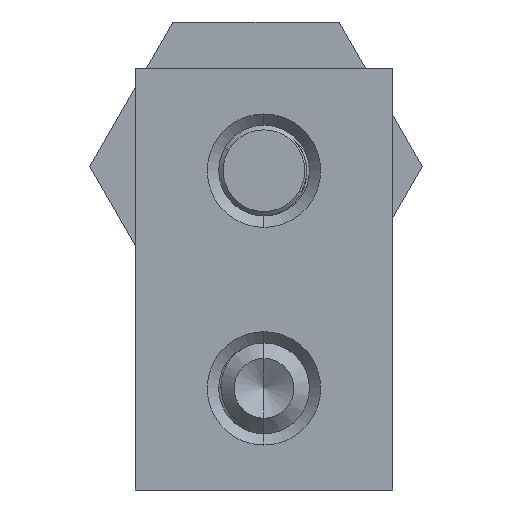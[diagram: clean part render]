
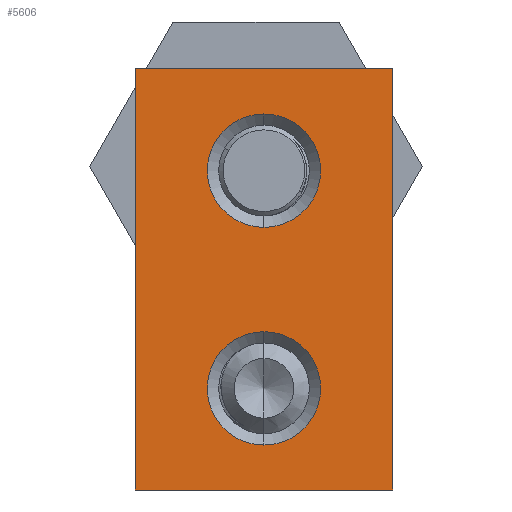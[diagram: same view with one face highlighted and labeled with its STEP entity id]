
A CAD part, front view. The second image highlights one B-rep face of the part: STEP entity #5606.
In plain terms, the highlighted planar face has unit normal (0, -1, 0).
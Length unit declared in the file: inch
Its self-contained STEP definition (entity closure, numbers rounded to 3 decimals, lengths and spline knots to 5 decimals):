
#10 = CARTESIAN_POINT ( 'NONE',  ( -0.2795, 0., 0.45669 ) ) ;
#349 = ORIENTED_EDGE ( 'NONE', *, *, #1933, .T. ) ;
#521 = DIRECTION ( 'NONE',  ( 0., 1., 0. ) ) ;
#627 = AXIS2_PLACEMENT_3D ( 'NONE', #772, #5586, #1472 ) ;
#772 = CARTESIAN_POINT ( 'NONE',  ( 0., 0., 0.236 ) ) ;
#963 = VERTEX_POINT ( 'NONE', #5712 ) ;
#1132 = DIRECTION ( 'NONE',  ( 0., 0., -1. ) ) ;
#1182 = AXIS2_PLACEMENT_3D ( 'NONE', #4637, #521, #5339 ) ;
#1407 = AXIS2_PLACEMENT_3D ( 'NONE', #7239, #3114, #7944 ) ;
#1419 = VERTEX_POINT ( 'NONE', #8881 ) ;
#1472 = DIRECTION ( 'NONE',  ( 0., 0., 1. ) ) ;
#1562 = LINE ( 'NONE', #5970, #8661 ) ;
#1566 = EDGE_CURVE ( 'NONE', #7337, #3677, #8790, .T. ) ;
#1623 = CARTESIAN_POINT ( 'NONE',  ( 0., 0., -0.11319 ) ) ;
#1739 = DIRECTION ( 'NONE',  ( 1., 0., 0. ) ) ;
#1798 = AXIS2_PLACEMENT_3D ( 'NONE', #8095, #3937, #8788 ) ;
#1808 = EDGE_LOOP ( 'NONE', ( #349, #2292 ) ) ;
#1933 = EDGE_CURVE ( 'NONE', #7654, #3490, #5203, .T. ) ;
#2100 = PLANE ( 'NONE',  #8254 ) ;
#2164 = DIRECTION ( 'NONE',  ( 0., 0., 1. ) ) ;
#2292 = ORIENTED_EDGE ( 'NONE', *, *, #4759, .T. ) ;
#2303 = CARTESIAN_POINT ( 'NONE',  ( 0., 0., 0.11297 ) ) ;
#2408 = LINE ( 'NONE', #3125, #5648 ) ;
#2560 = EDGE_LOOP ( 'NONE', ( #3266, #3229 ) ) ;
#2617 = VECTOR ( 'NONE', #8489, 39.37008 ) ;
#2634 = EDGE_CURVE ( 'NONE', #5690, #963, #6513, .T. ) ;
#2715 = CIRCLE ( 'NONE', #1182, 0.12303 ) ;
#2832 = EDGE_CURVE ( 'NONE', #5314, #1419, #2408, .T. ) ;
#2935 = CARTESIAN_POINT ( 'NONE',  ( -0.2795, 0., -0.45669 ) ) ;
#2959 = EDGE_CURVE ( 'NONE', #1419, #963, #1562, .T. ) ;
#3010 = EDGE_CURVE ( 'NONE', #3677, #7337, #3377, .T. ) ;
#3114 = DIRECTION ( 'NONE',  ( 0., 1., 0. ) ) ;
#3119 = FACE_BOUND ( 'NONE', #1808, .T. ) ;
#3125 = CARTESIAN_POINT ( 'NONE',  ( -0.2795, 0., 0.45669 ) ) ;
#3229 = ORIENTED_EDGE ( 'NONE', *, *, #3010, .T. ) ;
#3266 = ORIENTED_EDGE ( 'NONE', *, *, #1566, .T. ) ;
#3377 = CIRCLE ( 'NONE', #1798, 0.12303 ) ;
#3490 = VERTEX_POINT ( 'NONE', #1623 ) ;
#3535 = VECTOR ( 'NONE', #4827, 39.37008 ) ;
#3543 = ORIENTED_EDGE ( 'NONE', *, *, #2832, .F. ) ;
#3674 = CARTESIAN_POINT ( 'NONE',  ( 0., 0., 0.35903 ) ) ;
#3677 = VERTEX_POINT ( 'NONE', #3674 ) ;
#3937 = DIRECTION ( 'NONE',  ( 0., 1., 0. ) ) ;
#4016 = ORIENTED_EDGE ( 'NONE', *, *, #2959, .F. ) ;
#4445 = EDGE_LOOP ( 'NONE', ( #6640, #4016, #3543, #5799 ) ) ;
#4637 = CARTESIAN_POINT ( 'NONE',  ( 0., 0., -0.23622 ) ) ;
#4759 = EDGE_CURVE ( 'NONE', #3490, #7654, #2715, .T. ) ;
#4827 = DIRECTION ( 'NONE',  ( 0., 0., -1. ) ) ;
#4943 = FACE_BOUND ( 'NONE', #2560, .T. ) ;
#5203 = CIRCLE ( 'NONE', #1407, 0.12303 ) ;
#5314 = VERTEX_POINT ( 'NONE', #5328 ) ;
#5328 = CARTESIAN_POINT ( 'NONE',  ( -0.2795, 0., 0.45669 ) ) ;
#5334 = LINE ( 'NONE', #10, #3535 ) ;
#5339 = DIRECTION ( 'NONE',  ( 0., 0., 1. ) ) ;
#5586 = DIRECTION ( 'NONE',  ( 0., 1., 0. ) ) ;
#5606 = ADVANCED_FACE ( 'NONE', ( #3119, #4943, #6771 ), #2100, .F. ) ;
#5648 = VECTOR ( 'NONE', #1739, 39.37008 ) ;
#5690 = VERTEX_POINT ( 'NONE', #7091 ) ;
#5712 = CARTESIAN_POINT ( 'NONE',  ( 0.2795, 0., -0.45669 ) ) ;
#5799 = ORIENTED_EDGE ( 'NONE', *, *, #6971, .T. ) ;
#5957 = CARTESIAN_POINT ( 'NONE',  ( 0., 0., -0.35925 ) ) ;
#5970 = CARTESIAN_POINT ( 'NONE',  ( 0.2795, 0., 0.45669 ) ) ;
#6298 = DIRECTION ( 'NONE',  ( 0., 1., 0. ) ) ;
#6513 = LINE ( 'NONE', #2935, #2617 ) ;
#6640 = ORIENTED_EDGE ( 'NONE', *, *, #2634, .T. ) ;
#6771 = FACE_OUTER_BOUND ( 'NONE', #4445, .T. ) ;
#6971 = EDGE_CURVE ( 'NONE', #5314, #5690, #5334, .T. ) ;
#7091 = CARTESIAN_POINT ( 'NONE',  ( -0.2795, 0., -0.45669 ) ) ;
#7239 = CARTESIAN_POINT ( 'NONE',  ( 0., 0., -0.23622 ) ) ;
#7337 = VERTEX_POINT ( 'NONE', #2303 ) ;
#7654 = VERTEX_POINT ( 'NONE', #5957 ) ;
#7944 = DIRECTION ( 'NONE',  ( 0., 0., 1. ) ) ;
#8095 = CARTESIAN_POINT ( 'NONE',  ( 0., 0., 0.236 ) ) ;
#8254 = AXIS2_PLACEMENT_3D ( 'NONE', #8328, #6298, #2164 ) ;
#8328 = CARTESIAN_POINT ( 'NONE',  ( -0.2795, 0., 0.45669 ) ) ;
#8489 = DIRECTION ( 'NONE',  ( 1., 0., 0. ) ) ;
#8661 = VECTOR ( 'NONE', #1132, 39.37008 ) ;
#8788 = DIRECTION ( 'NONE',  ( 0., 0., 1. ) ) ;
#8790 = CIRCLE ( 'NONE', #627, 0.12303 ) ;
#8881 = CARTESIAN_POINT ( 'NONE',  ( 0.2795, 0., 0.45669 ) ) ;
